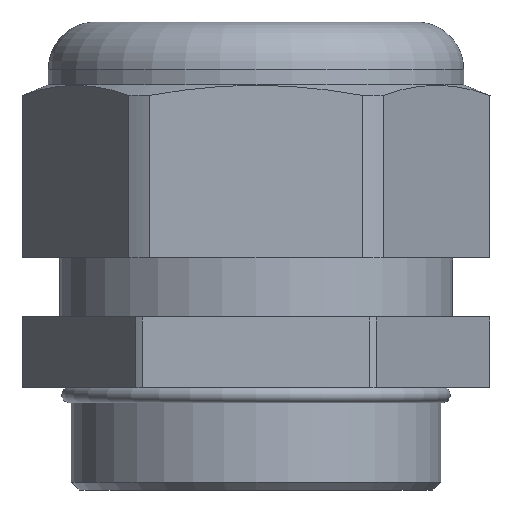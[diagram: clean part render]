
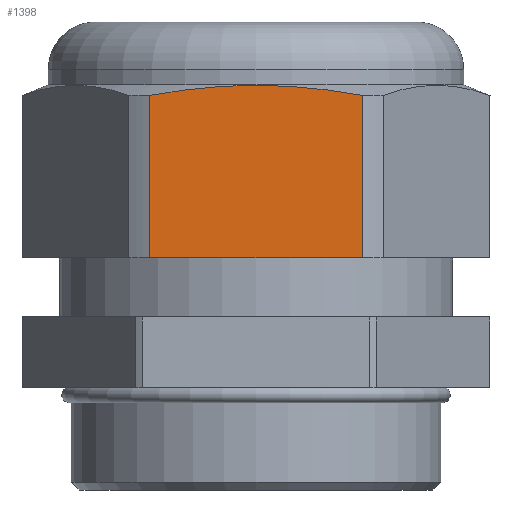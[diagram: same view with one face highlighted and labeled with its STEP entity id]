
A CAD part, front view. The second image highlights one B-rep face of the part: STEP entity #1398.
In plain terms, the highlighted planar face has unit normal (0, -1, 0).
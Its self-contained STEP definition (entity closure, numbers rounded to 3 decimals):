
#462 = ORIENTED_EDGE ( 'NONE', *, *, #1498, .T. ) ;
#660 = DIRECTION ( 'NONE',  ( 0., 0., 1. ) ) ;
#661 = VECTOR ( 'NONE', #660, 1000. ) ;
#662 = CARTESIAN_POINT ( 'NONE',  ( -13.521, -26.5, 59.5 ) ) ;
#663 = LINE ( 'NONE', #662, #661 ) ;
#731 = DIRECTION ( 'NONE',  ( 0., 0., -1. ) ) ;
#761 = VECTOR ( 'NONE', #731, 1000. ) ;
#762 = CARTESIAN_POINT ( 'NONE',  ( 13.521, -26.5, 59.5 ) ) ;
#768 = DIRECTION ( 'NONE',  ( -1., 0., 0. ) ) ;
#769 = DIRECTION ( 'NONE',  ( 0., 1., 0. ) ) ;
#770 = FACE_OUTER_BOUND ( 'NONE', #1392, .T. ) ;
#776 = AXIS2_PLACEMENT_3D ( 'NONE', #777, #769, #768 ) ;
#777 = CARTESIAN_POINT ( 'NONE',  ( -15.3, -26.5, 49.5 ) ) ;
#783 = PLANE ( 'NONE',  #776 ) ;
#814 = LINE ( 'NONE', #762, #761 ) ;
#824 = CARTESIAN_POINT ( 'NONE',  ( -13.521, -26.5, 29.5 ) ) ;
#836 = CARTESIAN_POINT ( 'NONE',  ( 13.521, -26.5, 29.5 ) ) ;
#856 = CARTESIAN_POINT ( 'NONE',  ( -13.521, -26.5, 50.16 ) ) ;
#900 = LINE ( 'NONE', #927, #904 ) ;
#904 = VECTOR ( 'NONE', #960, 1000. ) ;
#927 = CARTESIAN_POINT ( 'NONE',  ( -15.3, -26.5, 29.5 ) ) ;
#960 = DIRECTION ( 'NONE',  ( 1., 0., 0. ) ) ;
#1051 = CARTESIAN_POINT ( 'NONE',  ( 13.521, -26.5, 50.16 ) ) ;
#1073 = CARTESIAN_POINT ( 'NONE',  ( 13.521, -26.5, 50.16 ) ) ;
#1081 = CARTESIAN_POINT ( 'NONE',  ( -13.521, -26.5, 50.16 ) ) ;
#1082 = CARTESIAN_POINT ( 'NONE',  ( -11.268, -26.5, 50.569 ) ) ;
#1083 = CARTESIAN_POINT ( 'NONE',  ( -8.999, -26.5, 50.9 ) ) ;
#1098 = B_SPLINE_CURVE_WITH_KNOTS ( 'NONE', 3,
 ( #1051, #1119, #1118, #1117, #1123, #1122, #1121, #1083, #1082, #1081 ),
 .UNSPECIFIED., .F., .F.,
 ( 4, 2, 2, 2, 4 ),
 ( 0.002, 0.009, 0.015, 0.022, 0.029 ),
 .UNSPECIFIED. ) ;
#1117 = CARTESIAN_POINT ( 'NONE',  ( 4.54, -26.5, 51.341 ) ) ;
#1118 = CARTESIAN_POINT ( 'NONE',  ( 9.035, -26.5, 50.895 ) ) ;
#1119 = CARTESIAN_POINT ( 'NONE',  ( 11.279, -26.5, 50.568 ) ) ;
#1121 = CARTESIAN_POINT ( 'NONE',  ( -4.476, -26.5, 51.346 ) ) ;
#1122 = CARTESIAN_POINT ( 'NONE',  ( -2.219, -26.5, 51.461 ) ) ;
#1123 = CARTESIAN_POINT ( 'NONE',  ( 2.29, -26.5, 51.459 ) ) ;
#1176 = ORIENTED_EDGE ( 'NONE', *, *, #1474, .T. ) ;
#1366 = VERTEX_POINT ( 'NONE', #856 ) ;
#1386 = VERTEX_POINT ( 'NONE', #836 ) ;
#1390 = VERTEX_POINT ( 'NONE', #824 ) ;
#1392 = EDGE_LOOP ( 'NONE', ( #1399, #1176, #1443, #462 ) ) ;
#1398 = ADVANCED_FACE ( 'NONE', ( #770 ), #783, .F. ) ;
#1399 = ORIENTED_EDGE ( 'NONE', *, *, #1406, .F. ) ;
#1406 = EDGE_CURVE ( 'NONE', #1487, #1386, #814, .T. ) ;
#1443 = ORIENTED_EDGE ( 'NONE', *, *, #1444, .F. ) ;
#1444 = EDGE_CURVE ( 'NONE', #1390, #1366, #663, .T. ) ;
#1474 = EDGE_CURVE ( 'NONE', #1487, #1366, #1098, .T. ) ;
#1487 = VERTEX_POINT ( 'NONE', #1073 ) ;
#1498 = EDGE_CURVE ( 'NONE', #1390, #1386, #900, .T. ) ;
